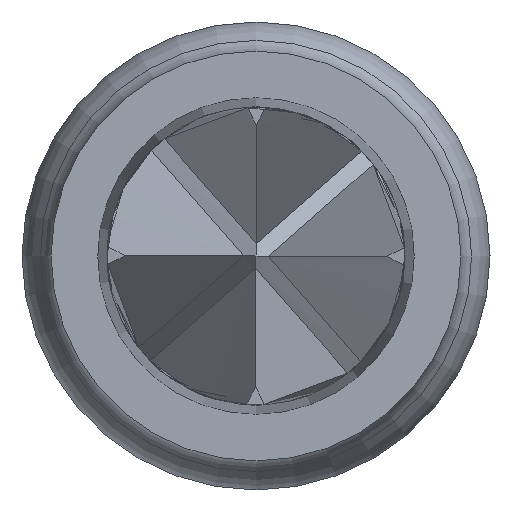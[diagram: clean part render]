
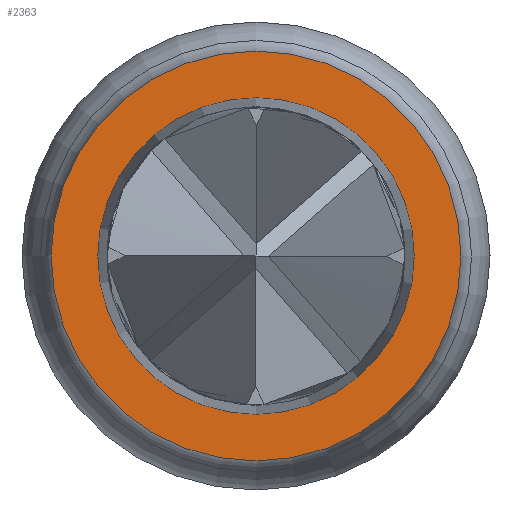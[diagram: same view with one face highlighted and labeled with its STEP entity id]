
A CAD part, left-side view. The second image highlights one B-rep face of the part: STEP entity #2363.
In plain terms, the highlighted planar face has unit normal (-1, 0, 0).
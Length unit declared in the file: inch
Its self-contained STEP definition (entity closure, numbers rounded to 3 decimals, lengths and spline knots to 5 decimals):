
#33 = DIRECTION ( 'NONE',  ( -1., 0., 0. ) ) ;
#184 = VERTEX_POINT ( 'NONE', #628 ) ;
#301 = DIRECTION ( 'NONE',  ( 0., 0., 1. ) ) ;
#410 = CARTESIAN_POINT ( 'NONE',  ( 0., 0., 0. ) ) ;
#463 = DIRECTION ( 'NONE',  ( 0., 0., -1. ) ) ;
#605 = CIRCLE ( 'NONE', #2506, 0.0176 ) ;
#622 = DIRECTION ( 'NONE',  ( 1., 0., 0. ) ) ;
#628 = CARTESIAN_POINT ( 'NONE',  ( 0., 0., 0.01359 ) ) ;
#690 = CARTESIAN_POINT ( 'NONE',  ( 0., 0., 0. ) ) ;
#846 = EDGE_CURVE ( 'NONE', #184, #184, #2248, .T. ) ;
#1002 = AXIS2_PLACEMENT_3D ( 'NONE', #1206, #33, #301 ) ;
#1156 = DIRECTION ( 'NONE',  ( 1., 0., 0. ) ) ;
#1206 = CARTESIAN_POINT ( 'NONE',  ( 0., 0.0165, 0. ) ) ;
#1239 = EDGE_LOOP ( 'NONE', ( #1720 ) ) ;
#1464 = FACE_OUTER_BOUND ( 'NONE', #1495, .T. ) ;
#1495 = EDGE_LOOP ( 'NONE', ( #2478 ) ) ;
#1543 = CARTESIAN_POINT ( 'NONE',  ( 0., 0., -0.0176 ) ) ;
#1720 = ORIENTED_EDGE ( 'NONE', *, *, #846, .T. ) ;
#1994 = EDGE_CURVE ( 'NONE', #2985, #2985, #605, .T. ) ;
#2248 = CIRCLE ( 'NONE', #2652, 0.01359 ) ;
#2306 = DIRECTION ( 'NONE',  ( 0., 0., 1. ) ) ;
#2363 = ADVANCED_FACE ( 'NONE', ( #2671, #1464 ), #2437, .T. ) ;
#2437 = PLANE ( 'NONE',  #1002 ) ;
#2478 = ORIENTED_EDGE ( 'NONE', *, *, #1994, .F. ) ;
#2506 = AXIS2_PLACEMENT_3D ( 'NONE', #410, #622, #463 ) ;
#2652 = AXIS2_PLACEMENT_3D ( 'NONE', #690, #1156, #2306 ) ;
#2671 = FACE_BOUND ( 'NONE', #1239, .T. ) ;
#2985 = VERTEX_POINT ( 'NONE', #1543 ) ;
